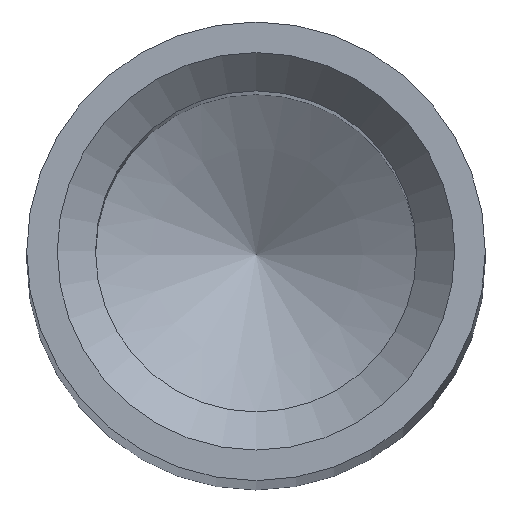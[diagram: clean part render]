
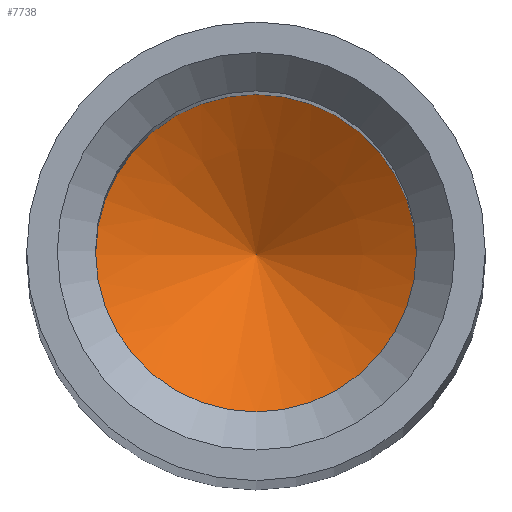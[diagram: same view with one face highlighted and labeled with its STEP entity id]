
A CAD part, top view. The second image highlights one B-rep face of the part: STEP entity #7738.
In plain terms, the highlighted conical face has half-angle 59 degrees and reference radius 2.1 mm.
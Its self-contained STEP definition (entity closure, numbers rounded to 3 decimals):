
#148 = CIRCLE ( 'NONE', #8825, 2.1 ) ;
#301 = DIRECTION ( 'NONE',  ( 1., 0., 0. ) ) ;
#1760 = CONICAL_SURFACE ( 'NONE', #5006, 2.1, 1.03 ) ;
#2627 = ORIENTED_EDGE ( 'NONE', *, *, #8707, .T. ) ;
#3589 = DIRECTION ( 'NONE',  ( 1., 0., 0. ) ) ;
#4614 = FACE_OUTER_BOUND ( 'NONE', #11099, .T. ) ;
#5006 = AXIS2_PLACEMENT_3D ( 'NONE', #12526, #10337, #3589 ) ;
#5864 = VERTEX_POINT ( 'NONE', #7307 ) ;
#7307 = CARTESIAN_POINT ( 'NONE',  ( 2.1, 0., 9. ) ) ;
#7738 = ADVANCED_FACE ( 'NONE', ( #4614 ), #1760, .F. ) ;
#8707 = EDGE_CURVE ( 'NONE', #5864, #5864, #148, .T. ) ;
#8825 = AXIS2_PLACEMENT_3D ( 'NONE', #11687, #10343, #301 ) ;
#10337 = DIRECTION ( 'NONE',  ( 0., 0., 1. ) ) ;
#10343 = DIRECTION ( 'NONE',  ( 0., 0., 1. ) ) ;
#11099 = EDGE_LOOP ( 'NONE', ( #2627 ) ) ;
#11687 = CARTESIAN_POINT ( 'NONE',  ( 0., 0., 9. ) ) ;
#12526 = CARTESIAN_POINT ( 'NONE',  ( 0., 0., 9. ) ) ;
